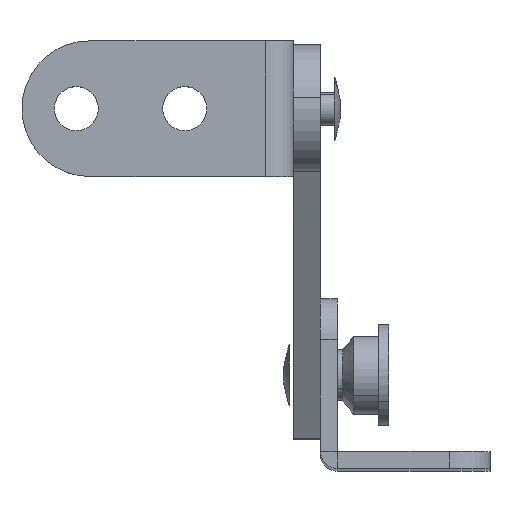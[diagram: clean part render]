
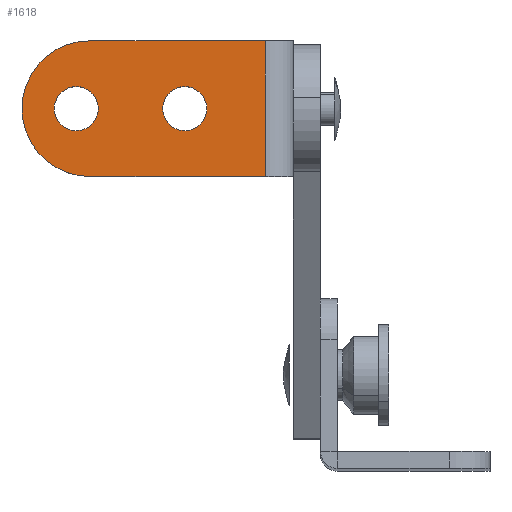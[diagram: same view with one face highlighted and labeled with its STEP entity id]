
A CAD part, top view. The second image highlights one B-rep face of the part: STEP entity #1618.
In plain terms, the highlighted planar face has unit normal (0, 0, 1).
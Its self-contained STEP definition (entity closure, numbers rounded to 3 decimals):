
#30 = LINE ( 'NONE', #614, #2645 ) ;
#123 = CARTESIAN_POINT ( 'NONE',  ( -34., 63.015, 131.997 ) ) ;
#202 = EDGE_LOOP ( 'NONE', ( #2798, #275 ) ) ;
#275 = ORIENTED_EDGE ( 'NONE', *, *, #759, .F. ) ;
#295 = LINE ( 'NONE', #2653, #625 ) ;
#354 = CARTESIAN_POINT ( 'NONE',  ( -20., 53.015, 131.997 ) ) ;
#356 = VERTEX_POINT ( 'NONE', #1907 ) ;
#369 = DIRECTION ( 'NONE',  ( 0., 1., 0. ) ) ;
#383 = ORIENTED_EDGE ( 'NONE', *, *, #2976, .T. ) ;
#405 = EDGE_LOOP ( 'NONE', ( #1250, #1086 ) ) ;
#430 = PLANE ( 'NONE',  #3082 ) ;
#475 = AXIS2_PLACEMENT_3D ( 'NONE', #2752, #1929, #890 ) ;
#490 = CARTESIAN_POINT ( 'NONE',  ( -36., 53.015, 131.997 ) ) ;
#504 = DIRECTION ( 'NONE',  ( 0., 1., 0. ) ) ;
#534 = CARTESIAN_POINT ( 'NONE',  ( -36., 56.265, 131.997 ) ) ;
#614 = CARTESIAN_POINT ( 'NONE',  ( -8.1, 53.015, 131.997 ) ) ;
#625 = VECTOR ( 'NONE', #2634, 1000. ) ;
#669 = CIRCLE ( 'NONE', #3019, 3.25 ) ;
#682 = FACE_OUTER_BOUND ( 'NONE', #2365, .T. ) ;
#703 = ORIENTED_EDGE ( 'NONE', *, *, #2690, .T. ) ;
#717 = CARTESIAN_POINT ( 'NONE',  ( -20., 53.015, 131.997 ) ) ;
#755 = AXIS2_PLACEMENT_3D ( 'NONE', #490, #1543, #2337 ) ;
#759 = EDGE_CURVE ( 'NONE', #356, #3044, #669, .T. ) ;
#764 = DIRECTION ( 'NONE',  ( 0., 0., 1. ) ) ;
#800 = CIRCLE ( 'NONE', #475, 10. ) ;
#854 = DIRECTION ( 'NONE',  ( 0., 0., 1. ) ) ;
#862 = VECTOR ( 'NONE', #2777, 1000. ) ;
#890 = DIRECTION ( 'NONE',  ( 0., 1., 0. ) ) ;
#981 = CARTESIAN_POINT ( 'NONE',  ( -8.1, 43.015, 131.997 ) ) ;
#983 = CARTESIAN_POINT ( 'NONE',  ( -34., 43.015, 131.997 ) ) ;
#1086 = ORIENTED_EDGE ( 'NONE', *, *, #2235, .F. ) ;
#1164 = CARTESIAN_POINT ( 'NONE',  ( -20., 56.265, 131.997 ) ) ;
#1205 = DIRECTION ( 'NONE',  ( 0., 1., 0. ) ) ;
#1233 = CARTESIAN_POINT ( 'NONE',  ( -36., 49.765, 131.997 ) ) ;
#1250 = ORIENTED_EDGE ( 'NONE', *, *, #2307, .F. ) ;
#1278 = EDGE_CURVE ( 'NONE', #2968, #2388, #295, .T. ) ;
#1310 = VERTEX_POINT ( 'NONE', #534 ) ;
#1396 = ORIENTED_EDGE ( 'NONE', *, *, #1278, .T. ) ;
#1474 = CARTESIAN_POINT ( 'NONE',  ( -1., 53.015, 131.997 ) ) ;
#1543 = DIRECTION ( 'NONE',  ( 0., 0., 1. ) ) ;
#1563 = CARTESIAN_POINT ( 'NONE',  ( -8.1, 63.015, 131.997 ) ) ;
#1618 = ADVANCED_FACE ( 'NONE', ( #682, #2031, #1728 ), #430, .T. ) ;
#1637 = VERTEX_POINT ( 'NONE', #1233 ) ;
#1728 = FACE_BOUND ( 'NONE', #405, .T. ) ;
#1733 = CIRCLE ( 'NONE', #2179, 3.25 ) ;
#1758 = DIRECTION ( 'NONE',  ( 0., 0., 1. ) ) ;
#1792 = CIRCLE ( 'NONE', #755, 3.25 ) ;
#1889 = AXIS2_PLACEMENT_3D ( 'NONE', #354, #854, #369 ) ;
#1907 = CARTESIAN_POINT ( 'NONE',  ( -20., 49.765, 131.997 ) ) ;
#1929 = DIRECTION ( 'NONE',  ( 0., 0., 1. ) ) ;
#2028 = EDGE_CURVE ( 'NONE', #3044, #356, #2815, .T. ) ;
#2031 = FACE_BOUND ( 'NONE', #202, .T. ) ;
#2061 = CARTESIAN_POINT ( 'NONE',  ( -36., 53.015, 131.997 ) ) ;
#2179 = AXIS2_PLACEMENT_3D ( 'NONE', #2061, #764, #504 ) ;
#2235 = EDGE_CURVE ( 'NONE', #1637, #1310, #1792, .T. ) ;
#2256 = VERTEX_POINT ( 'NONE', #1563 ) ;
#2307 = EDGE_CURVE ( 'NONE', #1310, #1637, #1733, .T. ) ;
#2337 = DIRECTION ( 'NONE',  ( 0., 1., 0. ) ) ;
#2365 = EDGE_LOOP ( 'NONE', ( #2553, #703, #383, #1396 ) ) ;
#2388 = VERTEX_POINT ( 'NONE', #981 ) ;
#2553 = ORIENTED_EDGE ( 'NONE', *, *, #3237, .F. ) ;
#2634 = DIRECTION ( 'NONE',  ( 1., 0., 0. ) ) ;
#2645 = VECTOR ( 'NONE', #2924, 1000. ) ;
#2653 = CARTESIAN_POINT ( 'NONE',  ( -1., 43.015, 131.997 ) ) ;
#2690 = EDGE_CURVE ( 'NONE', #2256, #2895, #3032, .T. ) ;
#2752 = CARTESIAN_POINT ( 'NONE',  ( -34., 53.015, 131.997 ) ) ;
#2777 = DIRECTION ( 'NONE',  ( -1., 0., 0. ) ) ;
#2798 = ORIENTED_EDGE ( 'NONE', *, *, #2028, .F. ) ;
#2815 = CIRCLE ( 'NONE', #1889, 3.25 ) ;
#2821 = DIRECTION ( 'NONE',  ( 0., 1., 0. ) ) ;
#2895 = VERTEX_POINT ( 'NONE', #123 ) ;
#2924 = DIRECTION ( 'NONE',  ( 0., -1., 0. ) ) ;
#2968 = VERTEX_POINT ( 'NONE', #983 ) ;
#2976 = EDGE_CURVE ( 'NONE', #2895, #2968, #800, .T. ) ;
#3011 = CARTESIAN_POINT ( 'NONE',  ( -1., 63.015, 131.997 ) ) ;
#3019 = AXIS2_PLACEMENT_3D ( 'NONE', #717, #1758, #1205 ) ;
#3032 = LINE ( 'NONE', #3011, #862 ) ;
#3044 = VERTEX_POINT ( 'NONE', #1164 ) ;
#3082 = AXIS2_PLACEMENT_3D ( 'NONE', #1474, #3289, #2821 ) ;
#3237 = EDGE_CURVE ( 'NONE', #2256, #2388, #30, .T. ) ;
#3289 = DIRECTION ( 'NONE',  ( 0., 0., 1. ) ) ;
